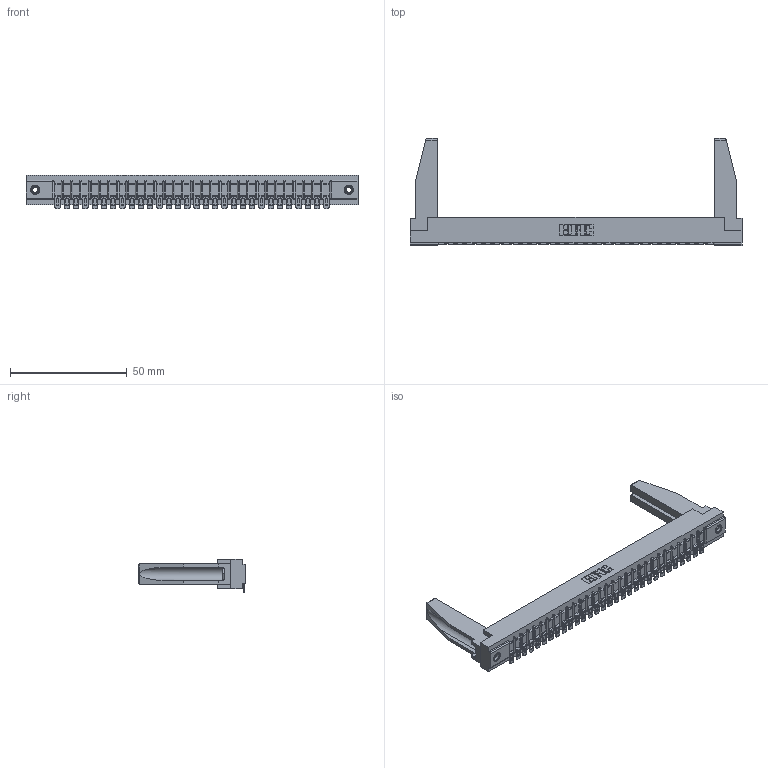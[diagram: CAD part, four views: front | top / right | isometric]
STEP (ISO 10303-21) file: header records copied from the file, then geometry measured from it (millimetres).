
FILE_DESCRIPTION (( 'STEP AP203' ), '1' );
FILE_NAME ('357-030-454-178.STEP', '2020-10-02T02:04:27', ( '' ), ( '' ), 'SwSTEP 2.0', 'SolidWorks 2020', '' );
FILE_SCHEMA (( 'CONFIG_CONTROL_DESIGN' ));
Length unit declared in the file: inch
Products named in the file (5): 307-290-002_554; 345-250-001_345-250-001-102; 307 Part_.156 Dia Mounting Holes; 307-220-078; 357-030-454-178
Assembly tree (35 placements, depth 2):
  357-030-454-178
    307 Part_.156 Dia Mounting Holes
    307-290-002_554  x30
    307-220-078  x2
    345-250-001_345-250-001-102  x2
Bounding box: 141.88 x 45.72 x 14.52 mm (x, y, z)
Volume: 19098.1 mm3; surface area: 22670.3 mm2
Topology: 35 solids, 35 shells, 2709 faces, 8243 edges, 5402 vertices
Faces by surface type: plane 1534, cylinder 1097, sphere 62, cone 12, torus 4
Entity records: 30602 total; most frequent: CARTESIAN_POINT 5160, ORIENTED_EDGE 5106, DIRECTION 4981, EDGE_CURVE 2553, VECTOR 1947, LINE 1947, VERTEX_POINT 1654, AXIS2_PLACEMENT_3D 1517
